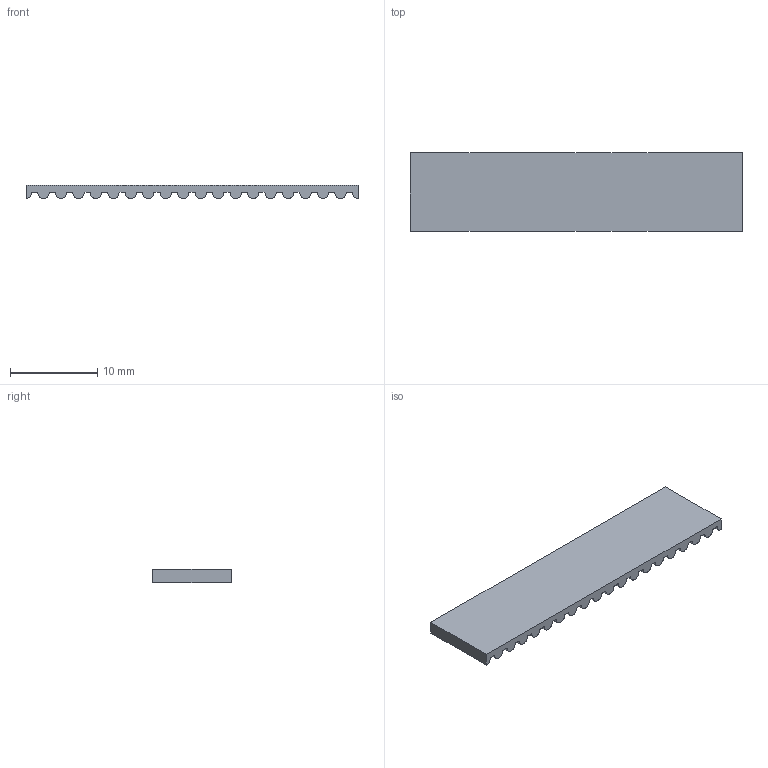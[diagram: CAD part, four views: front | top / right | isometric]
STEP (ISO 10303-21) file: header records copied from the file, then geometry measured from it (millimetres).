
FILE_DESCRIPTION (( 'STEP AP214' ), '1' );
FILE_NAME ('GT2 Belt 9mm x 38mm pitch 2mm.STEP', '2020-09-26T14:11:20', ( '' ), ( '' ), 'SwSTEP 2.0', 'SolidWorks 2019', '' );
FILE_SCHEMA (( 'AUTOMOTIVE_DESIGN' ));
Length unit declared in the file: millimetre
Products named in the file (1): GT2 Belt 9mm x 38mm pitch 2mm
Bounding box: 38 x 9 x 1.5 mm (x, y, z)
Volume: 393 mm3; surface area: 944.7 mm2
Topology: 1 solids, 1 shells, 100 faces, 294 edges, 196 vertices
Faces by surface type: cylinder 76, plane 24
Entity records: 3444 total; most frequent: DIRECTION 648, CARTESIAN_POINT 591, ORIENTED_EDGE 588, EDGE_CURVE 294, AXIS2_PLACEMENT_3D 253, VERTEX_POINT 196, CIRCLE 152, LINE 142
